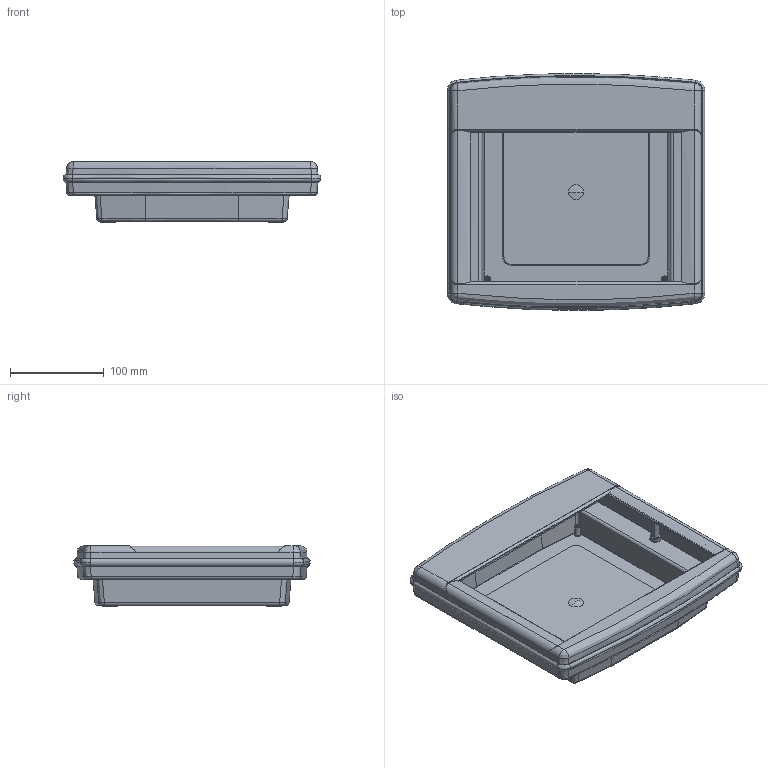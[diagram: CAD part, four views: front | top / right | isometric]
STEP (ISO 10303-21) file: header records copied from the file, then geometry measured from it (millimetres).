
FILE_DESCRIPTION (( 'STEP AP214' ), '1' );
FILE_NAME ('27030200.STEP', '2010-05-11T13:57:22', ( 'baramundi Management Suite Install User' ), ( 'ROSE Systemtechnik GmbH' ), 'SwSTEP 2.0', 'SolidWorks 2010', '' );
FILE_SCHEMA (( 'AUTOMOTIVE_DESIGN' ));
Products named in the file (6): 41855; 82002; 82408; 82007; 41854; 27030200
Assembly tree (5 placements, depth 2):
  27030200
    82408
    41854
    41855
    82002
    82007
Bounding box: 275.45 x 252.9 x 65 mm (x, y, z)
Volume: 581271.7 mm3; surface area: 400597.6 mm2
Topology: 5 solids, 5 shells, 2578 faces, 6875 edges, 4381 vertices
Faces by surface type: plane 1246, bspline 669, cylinder 276, cone 220, torus 165, sphere 2
Entity records: 136684 total; most frequent: CARTESIAN_POINT 79777, ORIENTED_EDGE 13738, DIRECTION 9045, EDGE_CURVE 6869, VERTEX_POINT 4381, AXIS2_PLACEMENT_3D 3084, LINE 2877, VECTOR 2877
